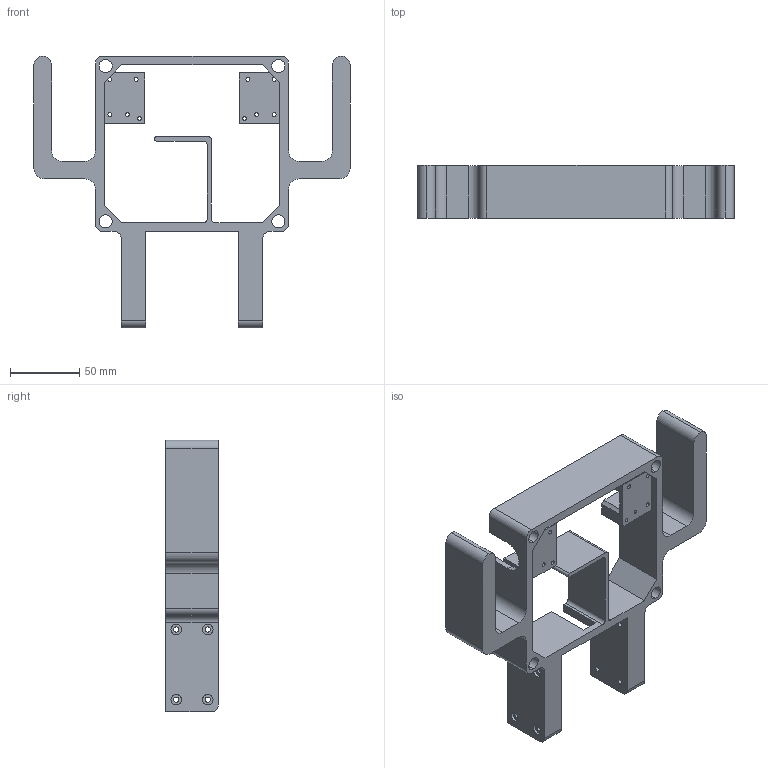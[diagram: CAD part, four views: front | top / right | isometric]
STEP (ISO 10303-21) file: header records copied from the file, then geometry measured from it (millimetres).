
FILE_DESCRIPTION (( 'STEP AP203' ), '1' );
FILE_NAME ('osmia Chasis.STEP', '2023-09-06T00:03:37', ( '' ), ( '' ), 'SwSTEP 2.0', 'SolidWorks 2023', '' );
FILE_SCHEMA (( 'CONFIG_CONTROL_DESIGN' ));
Length unit declared in the file: inch
Products named in the file (1): osmia Chasis
Bounding box: 228.8 x 38.1 x 196.85 mm (x, y, z)
Volume: 360654.9 mm3; surface area: 107757.4 mm2
Topology: 2 solids, 2 shells, 270 faces, 784 edges, 510 vertices
Faces by surface type: plane 137, cylinder 125, cone 8
Entity records: 9235 total; most frequent: CARTESIAN_POINT 1747, DIRECTION 1564, ORIENTED_EDGE 1552, EDGE_CURVE 776, AXIS2_PLACEMENT_3D 535, VERTEX_POINT 510, VECTOR 494, LINE 494
